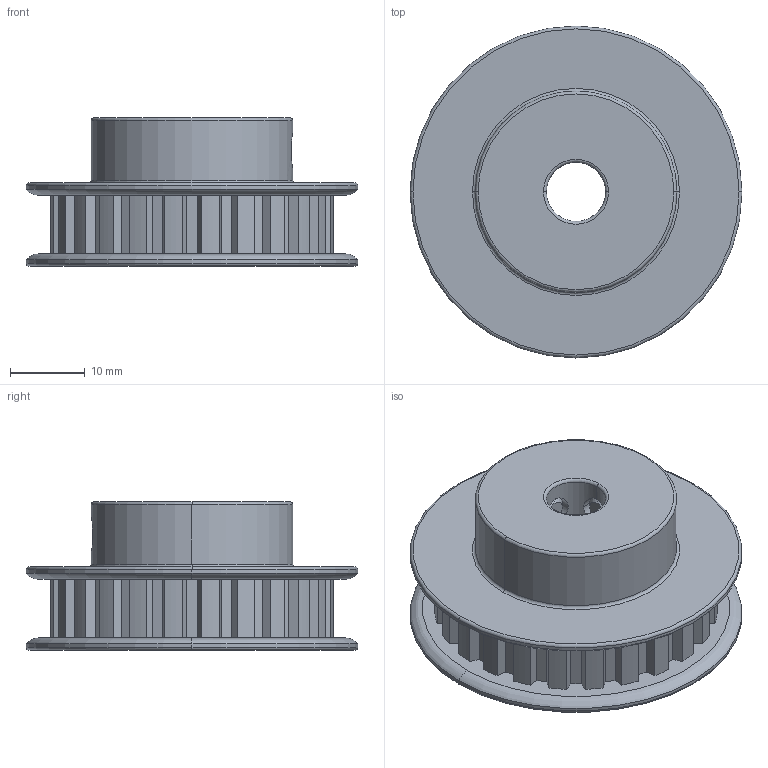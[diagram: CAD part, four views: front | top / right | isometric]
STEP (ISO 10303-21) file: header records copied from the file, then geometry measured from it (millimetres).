
FILE_DESCRIPTION (( 'STEP AP203' ), '1' );
FILE_NAME ('1277N23_Corrosion-Resistant Timing Belt Pulley.STEP', '2021-07-10T03:19:22', ( 'Administrator' ), ( 'Managed by Terraform' ), 'SwSTEP 2.0', 'SolidWorks 2017', '' );
FILE_SCHEMA (( 'CONFIG_CONTROL_DESIGN' ));
Length unit declared in the file: inch
Products named in the file (1): 1277N23_Corrosion-Resistant Timing Belt Pulley
Bounding box: 44.45 x 44.45 x 19.84 mm (x, y, z)
Volume: 17282.9 mm3; surface area: 6735 mm2
Topology: 1 solids, 1 shells, 163 faces, 442 edges, 288 vertices
Faces by surface type: plane 95, cylinder 40, torus 16, cone 8, bspline 4
Entity records: 5891 total; most frequent: CARTESIAN_POINT 1642, ORIENTED_EDGE 884, DIRECTION 862, EDGE_CURVE 442, VECTOR 302, LINE 302, VERTEX_POINT 288, AXIS2_PLACEMENT_3D 280
